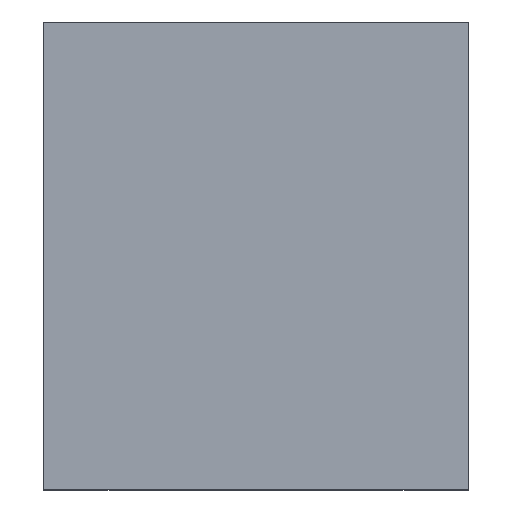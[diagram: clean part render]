
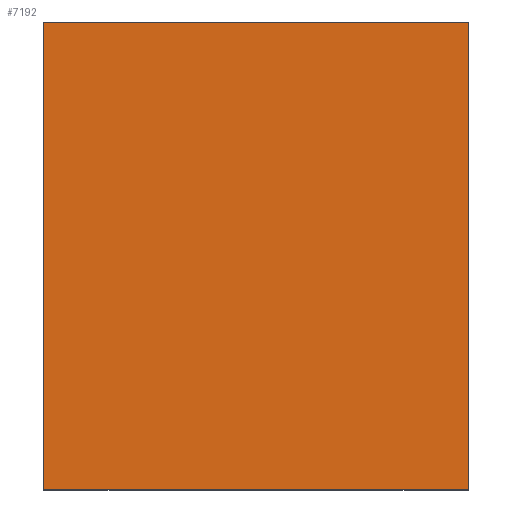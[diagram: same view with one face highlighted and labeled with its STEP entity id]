
A CAD part, top view. The second image highlights one B-rep face of the part: STEP entity #7192.
In plain terms, the highlighted face is planar.
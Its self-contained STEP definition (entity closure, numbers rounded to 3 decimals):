
#5061=DIRECTION('',(0.,0.,1.));
#5062=VECTOR('',#5061,2.2);
#5063=CARTESIAN_POINT('',(-1.,0.875,-1.1));
#5064=LINE('',#5063,#5062);
#5068=DIRECTION('',(-1.,0.,0.));
#5069=VECTOR('',#5068,2.);
#5070=CARTESIAN_POINT('',(1.,0.875,-1.1));
#5071=LINE('',#5070,#5069);
#5075=DIRECTION('',(0.,0.,-1.));
#5076=VECTOR('',#5075,2.2);
#5077=CARTESIAN_POINT('',(1.,0.875,1.1));
#5078=LINE('',#5077,#5076);
#5082=DIRECTION('',(1.,0.,0.));
#5083=VECTOR('',#5082,2.);
#5084=CARTESIAN_POINT('',(-1.,0.875,1.1));
#5085=LINE('',#5084,#5083);
#6032=CARTESIAN_POINT('',(-1.,0.875,-1.1));
#6033=CARTESIAN_POINT('',(-1.,0.875,1.1));
#6034=VERTEX_POINT('',#6032);
#6035=VERTEX_POINT('',#6033);
#6036=CARTESIAN_POINT('',(1.,0.875,1.1));
#6037=VERTEX_POINT('',#6036);
#6038=CARTESIAN_POINT('',(1.,0.875,-1.1));
#6039=VERTEX_POINT('',#6038);
#7181=CARTESIAN_POINT('',(0.,0.875,0.));
#7182=DIRECTION('',(0.,1.,0.));
#7183=DIRECTION('',(1.,0.,0.));
#7184=AXIS2_PLACEMENT_3D('',#7181,#7182,#7183);
#7185=PLANE('',#7184);
#7186=ORIENTED_EDGE('',*,*,#7042,.F.);
#7187=ORIENTED_EDGE('',*,*,#7085,.F.);
#7188=ORIENTED_EDGE('',*,*,#7120,.F.);
#7189=ORIENTED_EDGE('',*,*,#7161,.F.);
#7190=EDGE_LOOP('',(#7186,#7187,#7188,#7189));
#7191=FACE_OUTER_BOUND('',#7190,.F.);
#7192=ADVANCED_FACE('',(#7191),#7185,.T.);
#7042=EDGE_CURVE('',#6034,#6035,#5064,.T.);
#7085=EDGE_CURVE('',#6039,#6034,#5071,.T.);
#7120=EDGE_CURVE('',#6037,#6039,#5078,.T.);
#7161=EDGE_CURVE('',#6035,#6037,#5085,.T.);
